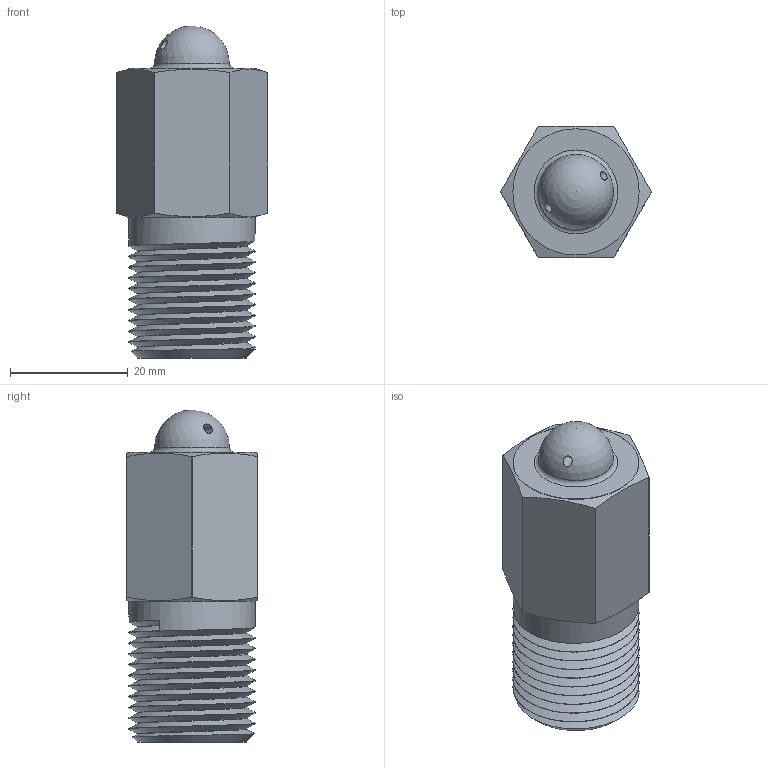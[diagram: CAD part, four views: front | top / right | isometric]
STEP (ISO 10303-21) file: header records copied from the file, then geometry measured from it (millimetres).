
FILE_DESCRIPTION(/* description */ (''),/* implementation_level */ '2;1');
FILE_NAME(/* name */ 'KBQA.stp',/* time_stamp */ '2018-02-28T07:18:10+06:00',/* author */ ('avenkatesan'),/* organization */ (''),/* preprocessor_version */ 'ST-DEVELOPER v17',/* originating_system */ 'Autodesk Inventor 2018',/* authorisation */ '');
FILE_SCHEMA (('AUTOMOTIVE_DESIGN { 1 0 10303 214 3 1 1 }'));
Length unit declared in the file: metre
Products named in the file (3): KBQA; KBQA_1; KBQA_1_1
Assembly tree (2 placements, depth 2):
  KBQA
    KBQA_1
    KBQA_1_1
Bounding box: 25.65 x 22.23 x 56.36 mm (x, y, z)
Volume: 18504.4 mm3; surface area: 9916.1 mm2
Topology: 2 solids, 2 shells, 56 faces, 166 edges, 112 vertices
Faces by surface type: cylinder 34, plane 12, cone 6, bspline 2, sphere 1, torus 1
Full cylindrical faces by diameter (mm): 1.6 x2, 6.35 x1, 12.7 x1, 15.088 x1, 15.113 x1, 18.609 x9, 21.431 x10
Entity records: 7795 total; most frequent: CARTESIAN_POINT 6211, ORIENTED_EDGE 328, DIRECTION 262, EDGE_CURVE 164, VERTEX_POINT 112, AXIS2_PLACEMENT_3D 104, EDGE_LOOP 60, FACE_OUTER_BOUND 56
